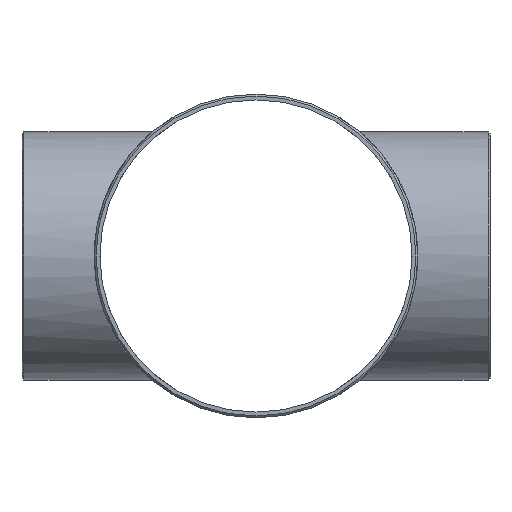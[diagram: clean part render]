
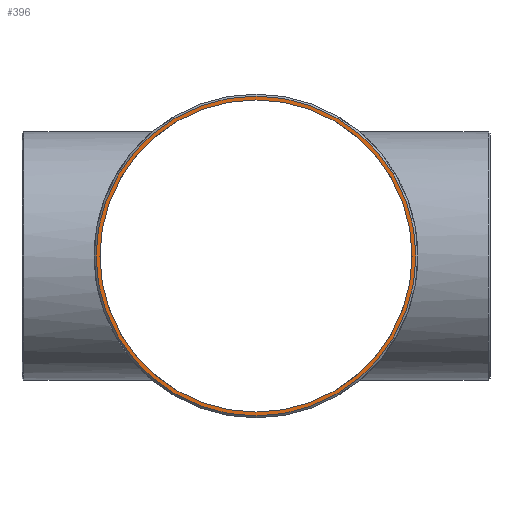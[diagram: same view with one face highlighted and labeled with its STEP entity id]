
A CAD part, left-side view. The second image highlights one B-rep face of the part: STEP entity #396.
In plain terms, the highlighted planar face has unit normal (-1, 0, 0).
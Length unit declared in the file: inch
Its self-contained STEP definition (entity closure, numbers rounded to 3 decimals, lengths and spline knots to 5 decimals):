
#22 = DIRECTION ( 'NONE',  ( -1., 0., 0. ) ) ;
#80 = DIRECTION ( 'NONE',  ( -1., 0., 0. ) ) ;
#107 = EDGE_CURVE ( 'NONE', #1243, #337, #1218, .T. ) ;
#133 = CARTESIAN_POINT ( 'NONE',  ( -11., 0., -6.91667 ) ) ;
#143 = CARTESIAN_POINT ( 'NONE',  ( -11., 0., 0. ) ) ;
#233 = DIRECTION ( 'NONE',  ( 1., 0., 0. ) ) ;
#323 = DIRECTION ( 'NONE',  ( 1., 0., 0. ) ) ;
#337 = VERTEX_POINT ( 'NONE', #133 ) ;
#383 = EDGE_CURVE ( 'NONE', #934, #1180, #477, .T. ) ;
#396 = ADVANCED_FACE ( 'NONE', ( #653, #1117 ), #780, .T. ) ;
#432 = AXIS2_PLACEMENT_3D ( 'NONE', #143, #233, #711 ) ;
#477 = CIRCLE ( 'NONE', #432, 6.75 ) ;
#504 = AXIS2_PLACEMENT_3D ( 'NONE', #972, #323, #1300 ) ;
#506 = DIRECTION ( 'NONE',  ( 0., 0., 1. ) ) ;
#509 = DIRECTION ( 'NONE',  ( -1., 0., 0. ) ) ;
#575 = EDGE_LOOP ( 'NONE', ( #756, #591 ) ) ;
#591 = ORIENTED_EDGE ( 'NONE', *, *, #107, .T. ) ;
#627 = EDGE_CURVE ( 'NONE', #337, #1243, #991, .T. ) ;
#653 = FACE_OUTER_BOUND ( 'NONE', #575, .T. ) ;
#675 = CARTESIAN_POINT ( 'NONE',  ( -11., 0., -6.75 ) ) ;
#711 = DIRECTION ( 'NONE',  ( 0., 0., 1. ) ) ;
#756 = ORIENTED_EDGE ( 'NONE', *, *, #627, .T. ) ;
#780 = PLANE ( 'NONE',  #819 ) ;
#819 = AXIS2_PLACEMENT_3D ( 'NONE', #1357, #509, #904 ) ;
#873 = CIRCLE ( 'NONE', #504, 6.75 ) ;
#885 = ORIENTED_EDGE ( 'NONE', *, *, #383, .T. ) ;
#904 = DIRECTION ( 'NONE',  ( 0., 0., -1. ) ) ;
#934 = VERTEX_POINT ( 'NONE', #675 ) ;
#972 = CARTESIAN_POINT ( 'NONE',  ( -11., 0., 0. ) ) ;
#991 = CIRCLE ( 'NONE', #1473, 6.91667 ) ;
#998 = CARTESIAN_POINT ( 'NONE',  ( -11., 0., 0. ) ) ;
#1009 = ORIENTED_EDGE ( 'NONE', *, *, #1496, .T. ) ;
#1098 = CARTESIAN_POINT ( 'NONE',  ( -11., 0., 6.75 ) ) ;
#1117 = FACE_BOUND ( 'NONE', #1325, .T. ) ;
#1146 = DIRECTION ( 'NONE',  ( 0., 0., 1. ) ) ;
#1180 = VERTEX_POINT ( 'NONE', #1098 ) ;
#1218 = CIRCLE ( 'NONE', #1470, 6.91667 ) ;
#1243 = VERTEX_POINT ( 'NONE', #1429 ) ;
#1300 = DIRECTION ( 'NONE',  ( 0., 0., 1. ) ) ;
#1325 = EDGE_LOOP ( 'NONE', ( #1009, #885 ) ) ;
#1357 = CARTESIAN_POINT ( 'NONE',  ( -11., 0., 0. ) ) ;
#1395 = CARTESIAN_POINT ( 'NONE',  ( -11., 0., 0. ) ) ;
#1429 = CARTESIAN_POINT ( 'NONE',  ( -11., 0., 6.91667 ) ) ;
#1470 = AXIS2_PLACEMENT_3D ( 'NONE', #998, #22, #506 ) ;
#1473 = AXIS2_PLACEMENT_3D ( 'NONE', #1395, #80, #1146 ) ;
#1496 = EDGE_CURVE ( 'NONE', #1180, #934, #873, .T. ) ;
